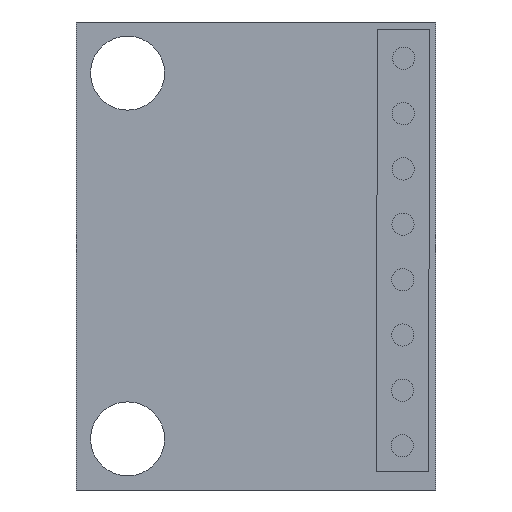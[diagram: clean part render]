
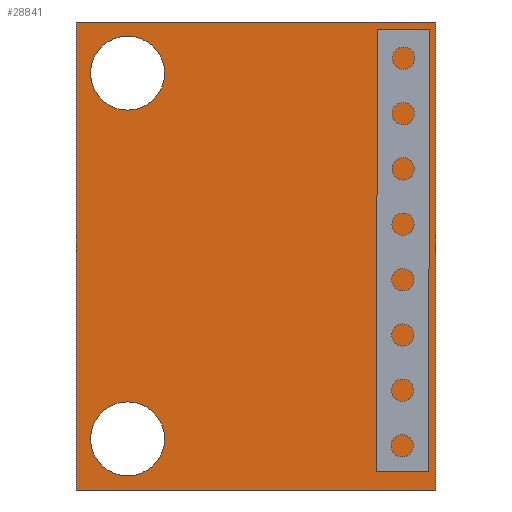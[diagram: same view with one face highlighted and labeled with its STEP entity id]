
A CAD part, front view. The second image highlights one B-rep face of the part: STEP entity #28841.
In plain terms, the highlighted planar face has unit normal (0, -1, 0).
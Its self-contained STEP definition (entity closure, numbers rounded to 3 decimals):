
#243 = VERTEX_POINT ( 'NONE', #25229 ) ;
#941 = EDGE_CURVE ( 'NONE', #7886, #26909, #29874, .T. ) ;
#1201 = CIRCLE ( 'NONE', #12641, 1.7 ) ;
#1435 = VECTOR ( 'NONE', #3552, 1000. ) ;
#2013 = DIRECTION ( 'NONE',  ( 0., 0., 1. ) ) ;
#2400 = AXIS2_PLACEMENT_3D ( 'NONE', #18911, #19091, #16790 ) ;
#2459 = DIRECTION ( 'NONE',  ( 0., 0., 1. ) ) ;
#3241 = CARTESIAN_POINT ( 'NONE',  ( 8.25, 0., 10.75 ) ) ;
#3243 = VERTEX_POINT ( 'NONE', #13764 ) ;
#3552 = DIRECTION ( 'NONE',  ( 0., 0., -1. ) ) ;
#3723 = VECTOR ( 'NONE', #5656, 1000. ) ;
#5656 = DIRECTION ( 'NONE',  ( 0., 0., -1. ) ) ;
#6450 = CARTESIAN_POINT ( 'NONE',  ( -5.9, 0., 6.7 ) ) ;
#7216 = DIRECTION ( 'NONE',  ( 0., 1., 0. ) ) ;
#7739 = FACE_BOUND ( 'NONE', #25092, .T. ) ;
#7886 = VERTEX_POINT ( 'NONE', #13708 ) ;
#9035 = CARTESIAN_POINT ( 'NONE',  ( 8.25, 0., -10.75 ) ) ;
#9242 = AXIS2_PLACEMENT_3D ( 'NONE', #23678, #18644, #2013 ) ;
#9718 = ORIENTED_EDGE ( 'NONE', *, *, #26017, .T. ) ;
#10301 = DIRECTION ( 'NONE',  ( 1., 0., 0. ) ) ;
#11101 = CARTESIAN_POINT ( 'NONE',  ( -8.25, 0., -10.75 ) ) ;
#12092 = VERTEX_POINT ( 'NONE', #6450 ) ;
#12641 = AXIS2_PLACEMENT_3D ( 'NONE', #17720, #26126, #31332 ) ;
#12911 = EDGE_CURVE ( 'NONE', #26909, #7886, #29307, .T. ) ;
#13708 = CARTESIAN_POINT ( 'NONE',  ( -5.9, 0., -10.1 ) ) ;
#13764 = CARTESIAN_POINT ( 'NONE',  ( -8.25, 0., 10.75 ) ) ;
#14276 = VECTOR ( 'NONE', #10301, 1000. ) ;
#14571 = EDGE_CURVE ( 'NONE', #29737, #24115, #30281, .T. ) ;
#15562 = ORIENTED_EDGE ( 'NONE', *, *, #16775, .T. ) ;
#15977 = CARTESIAN_POINT ( 'NONE',  ( 0., 0., 0. ) ) ;
#16775 = EDGE_CURVE ( 'NONE', #243, #12092, #1201, .T. ) ;
#16790 = DIRECTION ( 'NONE',  ( 0., 0., 1. ) ) ;
#17110 = CARTESIAN_POINT ( 'NONE',  ( 8.25, 0., 10.75 ) ) ;
#17720 = CARTESIAN_POINT ( 'NONE',  ( -5.9, 0., 8.4 ) ) ;
#18142 = FACE_OUTER_BOUND ( 'NONE', #32471, .T. ) ;
#18211 = CARTESIAN_POINT ( 'NONE',  ( -8.25, 0., 10.75 ) ) ;
#18327 = DIRECTION ( 'NONE',  ( 0., 0., 1. ) ) ;
#18644 = DIRECTION ( 'NONE',  ( 0., 1., 0. ) ) ;
#18911 = CARTESIAN_POINT ( 'NONE',  ( -5.9, 0., -8.4 ) ) ;
#19091 = DIRECTION ( 'NONE',  ( 0., 1., 0. ) ) ;
#19124 = EDGE_CURVE ( 'NONE', #3243, #23851, #21216, .T. ) ;
#19494 = DIRECTION ( 'NONE',  ( 1., 0., 0. ) ) ;
#19635 = AXIS2_PLACEMENT_3D ( 'NONE', #15977, #7216, #18327 ) ;
#20671 = CIRCLE ( 'NONE', #9242, 1.7 ) ;
#21216 = LINE ( 'NONE', #18211, #14276 ) ;
#21434 = ORIENTED_EDGE ( 'NONE', *, *, #27597, .T. ) ;
#23678 = CARTESIAN_POINT ( 'NONE',  ( -5.9, 0., 8.4 ) ) ;
#23729 = ORIENTED_EDGE ( 'NONE', *, *, #14571, .T. ) ;
#23851 = VERTEX_POINT ( 'NONE', #3241 ) ;
#24115 = VERTEX_POINT ( 'NONE', #9035 ) ;
#24215 = FACE_BOUND ( 'NONE', #27312, .T. ) ;
#24973 = LINE ( 'NONE', #17110, #3723 ) ;
#24988 = ORIENTED_EDGE ( 'NONE', *, *, #19124, .F. ) ;
#25092 = EDGE_LOOP ( 'NONE', ( #15562, #21434 ) ) ;
#25229 = CARTESIAN_POINT ( 'NONE',  ( -5.9, 0., 10.1 ) ) ;
#26017 = EDGE_CURVE ( 'NONE', #3243, #29737, #33493, .T. ) ;
#26126 = DIRECTION ( 'NONE',  ( 0., 1., 0. ) ) ;
#26909 = VERTEX_POINT ( 'NONE', #34375 ) ;
#27312 = EDGE_LOOP ( 'NONE', ( #27832, #33006 ) ) ;
#27597 = EDGE_CURVE ( 'NONE', #12092, #243, #20671, .T. ) ;
#27832 = ORIENTED_EDGE ( 'NONE', *, *, #12911, .T. ) ;
#28105 = CARTESIAN_POINT ( 'NONE',  ( -8.25, 0., 10.75 ) ) ;
#28841 = ADVANCED_FACE ( 'NONE', ( #24215, #7739, #18142 ), #29612, .F. ) ;
#29307 = CIRCLE ( 'NONE', #33329, 1.7 ) ;
#29612 = PLANE ( 'NONE',  #19635 ) ;
#29737 = VERTEX_POINT ( 'NONE', #33139 ) ;
#29874 = CIRCLE ( 'NONE', #2400, 1.7 ) ;
#29875 = DIRECTION ( 'NONE',  ( 0., 1., 0. ) ) ;
#30281 = LINE ( 'NONE', #11101, #33253 ) ;
#31332 = DIRECTION ( 'NONE',  ( 0., 0., 1. ) ) ;
#31799 = EDGE_CURVE ( 'NONE', #23851, #24115, #24973, .T. ) ;
#32471 = EDGE_LOOP ( 'NONE', ( #23729, #35047, #24988, #9718 ) ) ;
#33006 = ORIENTED_EDGE ( 'NONE', *, *, #941, .T. ) ;
#33139 = CARTESIAN_POINT ( 'NONE',  ( -8.25, 0., -10.75 ) ) ;
#33253 = VECTOR ( 'NONE', #19494, 1000. ) ;
#33329 = AXIS2_PLACEMENT_3D ( 'NONE', #35085, #29875, #2459 ) ;
#33493 = LINE ( 'NONE', #28105, #1435 ) ;
#34375 = CARTESIAN_POINT ( 'NONE',  ( -5.9, 0., -6.7 ) ) ;
#35047 = ORIENTED_EDGE ( 'NONE', *, *, #31799, .F. ) ;
#35085 = CARTESIAN_POINT ( 'NONE',  ( -5.9, 0., -8.4 ) ) ;
